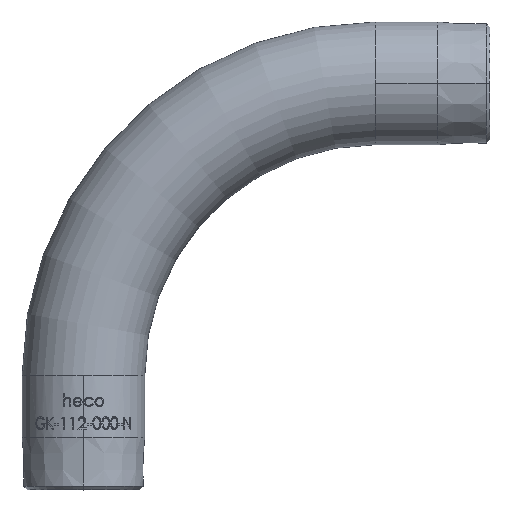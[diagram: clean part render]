
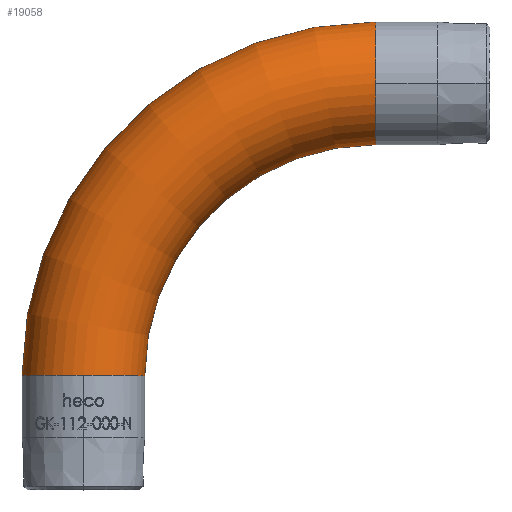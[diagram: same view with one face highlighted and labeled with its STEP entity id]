
A CAD part, top view. The second image highlights one B-rep face of the part: STEP entity #19058.
In plain terms, the highlighted toroidal (fillet/blend) face has major radius 115 mm and minor radius 24.15 mm.
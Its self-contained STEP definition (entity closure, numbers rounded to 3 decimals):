
#159 = DIRECTION ( 'NONE',  ( -1., 0., 0. ) ) ;
#337 = DIRECTION ( 'NONE',  ( 0., 0., 1. ) ) ;
#405 = EDGE_CURVE ( 'NONE', #8433, #670, #20910, .T. ) ;
#540 = CARTESIAN_POINT ( 'NONE',  ( 115., 24.15, 0. ) ) ;
#670 = VERTEX_POINT ( 'NONE', #2322 ) ;
#727 = CARTESIAN_POINT ( 'NONE',  ( 24.15, -115., 0. ) ) ;
#1376 = DIRECTION ( 'NONE',  ( 0., 0., 1. ) ) ;
#2155 = DIRECTION ( 'NONE',  ( 1., 0., 0. ) ) ;
#2322 = CARTESIAN_POINT ( 'NONE',  ( -24.15, -115., 0. ) ) ;
#2615 = AXIS2_PLACEMENT_3D ( 'NONE', #20797, #159, #3889 ) ;
#3132 = DIRECTION ( 'NONE',  ( 1., 0., 0. ) ) ;
#3179 = DIRECTION ( 'NONE',  ( 0., 0., 1. ) ) ;
#3889 = DIRECTION ( 'NONE',  ( 0., 0., 1. ) ) ;
#4136 = TOROIDAL_SURFACE ( 'NONE', #19258, 115., 24.15 ) ;
#4963 = EDGE_CURVE ( 'NONE', #15120, #670, #7092, .T. ) ;
#5343 = CARTESIAN_POINT ( 'NONE',  ( 115., 0., 24.15 ) ) ;
#5423 = ORIENTED_EDGE ( 'NONE', *, *, #21786, .F. ) ;
#5576 = CARTESIAN_POINT ( 'NONE',  ( 0., -115., 0. ) ) ;
#6940 = ORIENTED_EDGE ( 'NONE', *, *, #14326, .T. ) ;
#7092 = CIRCLE ( 'NONE', #20971, 139.15 ) ;
#7459 = CIRCLE ( 'NONE', #21273, 24.15 ) ;
#7472 = EDGE_CURVE ( 'NONE', #17981, #11842, #21677, .T. ) ;
#8433 = VERTEX_POINT ( 'NONE', #11454 ) ;
#9512 = DIRECTION ( 'NONE',  ( 0., 0., 1. ) ) ;
#10048 = DIRECTION ( 'NONE',  ( 0., -1., 0. ) ) ;
#10782 = DIRECTION ( 'NONE',  ( -1., 0., 0. ) ) ;
#10923 = EDGE_LOOP ( 'NONE', ( #6940, #11501, #23150, #5423, #17952, #14711 ) ) ;
#10995 = EDGE_CURVE ( 'NONE', #17981, #13913, #7459, .T. ) ;
#11346 = DIRECTION ( 'NONE',  ( 0., -1., 0. ) ) ;
#11424 = CIRCLE ( 'NONE', #2615, 24.15 ) ;
#11454 = CARTESIAN_POINT ( 'NONE',  ( 0., -115., 24.15 ) ) ;
#11501 = ORIENTED_EDGE ( 'NONE', *, *, #4963, .T. ) ;
#11842 = VERTEX_POINT ( 'NONE', #727 ) ;
#12302 = DIRECTION ( 'NONE',  ( 0., 0., 1. ) ) ;
#12660 = CARTESIAN_POINT ( 'NONE',  ( 115., -115., 0. ) ) ;
#13913 = VERTEX_POINT ( 'NONE', #5343 ) ;
#14326 = EDGE_CURVE ( 'NONE', #13913, #15120, #11424, .T. ) ;
#14711 = ORIENTED_EDGE ( 'NONE', *, *, #10995, .T. ) ;
#15120 = VERTEX_POINT ( 'NONE', #540 ) ;
#16065 = CARTESIAN_POINT ( 'NONE',  ( 115., -115., 0. ) ) ;
#16273 = CIRCLE ( 'NONE', #22762, 24.15 ) ;
#17438 = DIRECTION ( 'NONE',  ( 0., 0., 1. ) ) ;
#17512 = CARTESIAN_POINT ( 'NONE',  ( 115., -115., 0. ) ) ;
#17668 = AXIS2_PLACEMENT_3D ( 'NONE', #12660, #1376, #3132 ) ;
#17858 = DIRECTION ( 'NONE',  ( 1., 0., 0. ) ) ;
#17952 = ORIENTED_EDGE ( 'NONE', *, *, #7472, .F. ) ;
#17981 = VERTEX_POINT ( 'NONE', #20959 ) ;
#19058 = ADVANCED_FACE ( 'NONE', ( #24376 ), #4136, .T. ) ;
#19258 = AXIS2_PLACEMENT_3D ( 'NONE', #16065, #12302, #17858 ) ;
#20365 = AXIS2_PLACEMENT_3D ( 'NONE', #5576, #11346, #9512 ) ;
#20797 = CARTESIAN_POINT ( 'NONE',  ( 115., 0., 0. ) ) ;
#20910 = CIRCLE ( 'NONE', #20365, 24.15 ) ;
#20959 = CARTESIAN_POINT ( 'NONE',  ( 115., -24.15, 0. ) ) ;
#20971 = AXIS2_PLACEMENT_3D ( 'NONE', #17512, #337, #2155 ) ;
#21173 = CARTESIAN_POINT ( 'NONE',  ( 0., -115., 0. ) ) ;
#21273 = AXIS2_PLACEMENT_3D ( 'NONE', #22058, #10782, #3179 ) ;
#21677 = CIRCLE ( 'NONE', #17668, 90.85 ) ;
#21786 = EDGE_CURVE ( 'NONE', #11842, #8433, #16273, .T. ) ;
#22058 = CARTESIAN_POINT ( 'NONE',  ( 115., 0., 0. ) ) ;
#22762 = AXIS2_PLACEMENT_3D ( 'NONE', #21173, #10048, #17438 ) ;
#23150 = ORIENTED_EDGE ( 'NONE', *, *, #405, .F. ) ;
#24376 = FACE_OUTER_BOUND ( 'NONE', #10923, .T. ) ;
